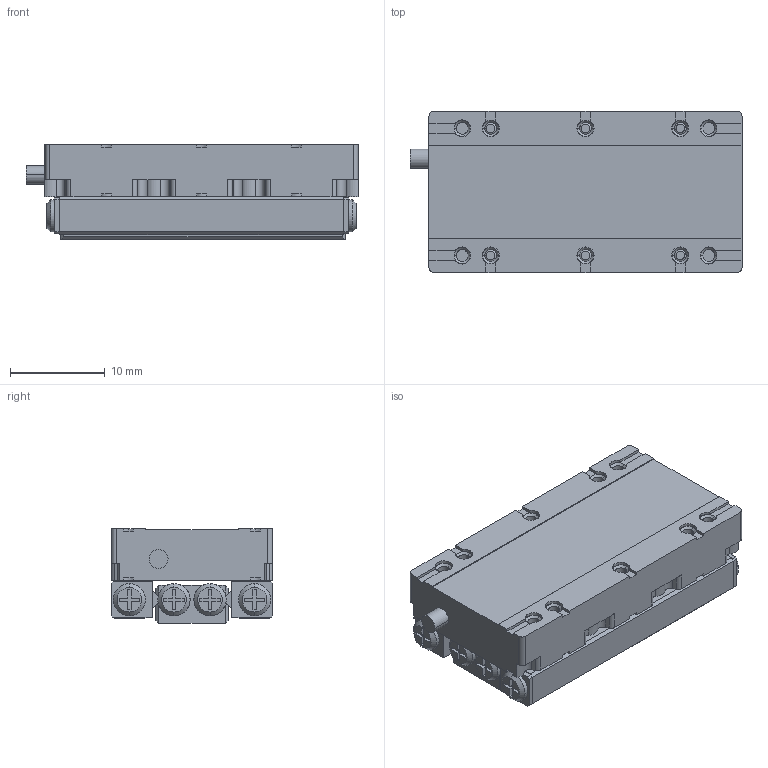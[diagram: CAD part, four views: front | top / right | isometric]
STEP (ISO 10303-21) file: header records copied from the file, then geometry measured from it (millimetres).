
FILE_DESCRIPTION (( 'STEP AP214' ), '1' );
FILE_NAME ('YZL-1730 馨譙眻盄萇儂.STEP', '2026-03-27T02:31:34', ( '' ), ( '' ), 'SwSTEP 2.0', 'SolidWorks 2022', '' );
FILE_SCHEMA (( 'AUTOMOTIVE_DESIGN' ));
Length unit declared in the file: millimetre
Products named in the file (1): YZL-1730 纳米直线电机
Bounding box: 35 x 17 x 10 mm (x, y, z)
Volume: 4785.5 mm3; surface area: 4829.3 mm2
Topology: 20 solids, 20 shells, 792 faces, 1968 edges, 1238 vertices
Faces by surface type: plane 446, cylinder 206, cone 116, torus 12, sphere 12
Entity records: 32391 total; most frequent: DIRECTION 4212, CARTESIAN_POINT 4013, ORIENTED_EDGE 3936, EDGE_CURVE 1968, AXIS2_PLACEMENT_3D 1465, LINE 1282, VECTOR 1282, VERTEX_POINT 1238
